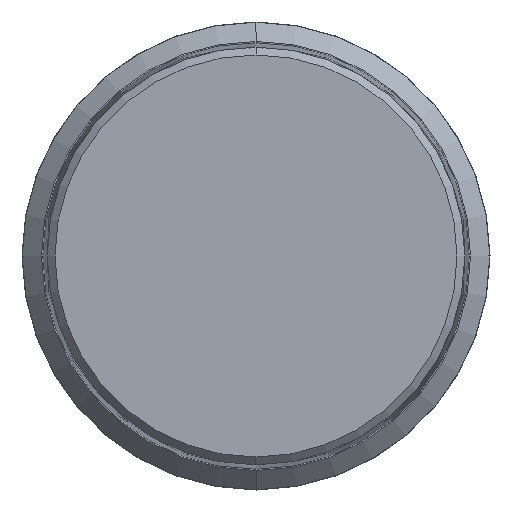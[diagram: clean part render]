
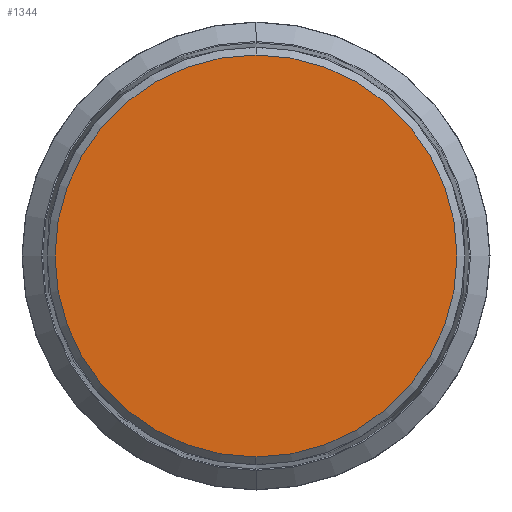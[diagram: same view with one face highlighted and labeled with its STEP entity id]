
A CAD part, front view. The second image highlights one B-rep face of the part: STEP entity #1344.
In plain terms, the highlighted planar face has unit normal (0, -1, 0).
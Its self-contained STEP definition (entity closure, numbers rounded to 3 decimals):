
#1344=ADVANCED_FACE('',(#2620),#2621,.T.);
#2620=FACE_OUTER_BOUND('',#3852,.T.);
#2621=PLANE('',#3853);
#3852=EDGE_LOOP('',(#7087,#7088));
#3853=AXIS2_PLACEMENT_3D('',#7089,#7090,#7091);
#7087=ORIENTED_EDGE('',*,*,#8290,.T.);
#7088=ORIENTED_EDGE('',*,*,#8318,.T.);
#7089=CARTESIAN_POINT('',(0.0,-10.0,3.865));
#7090=DIRECTION('',(0.0,-1.0,0.0));
#7091=DIRECTION('',(0.0,0.0,1.0));
#8290=EDGE_CURVE('',#9961,#9965,#9967,.T.);
#8318=EDGE_CURVE('',#9965,#9961,#10005,.T.);
#9961=VERTEX_POINT('',#12280);
#9965=VERTEX_POINT('',#12285);
#9967=CIRCLE('',#12288,7.731);
#10005=CIRCLE('',#12332,7.731);
#12280=CARTESIAN_POINT('',(0.0,-10.0,7.731));
#12285=CARTESIAN_POINT('',(0.,-10.0,-7.731));
#12288=AXIS2_PLACEMENT_3D('',#13970,#13971,#13972);
#12332=AXIS2_PLACEMENT_3D('',#14012,#14013,#14014);
#13970=CARTESIAN_POINT('',(0.0,-10.0,0.0));
#13971=DIRECTION('',(0.0,-1.0,0.0));
#13972=DIRECTION('',(0.0,0.0,1.0));
#14012=CARTESIAN_POINT('',(0.0,-10.0,0.0));
#14013=DIRECTION('',(0.0,-1.0,0.0));
#14014=DIRECTION('',(0.0,0.0,1.0));
